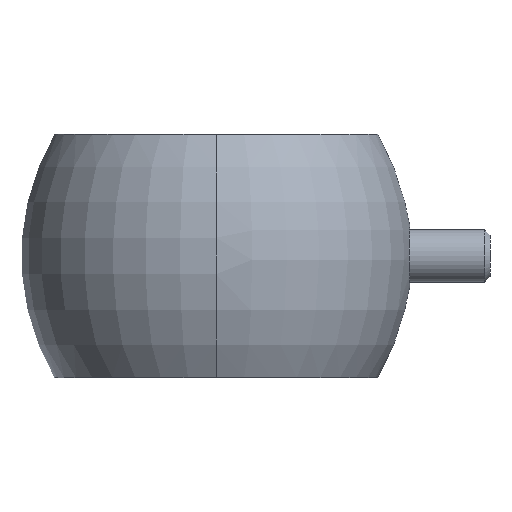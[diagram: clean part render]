
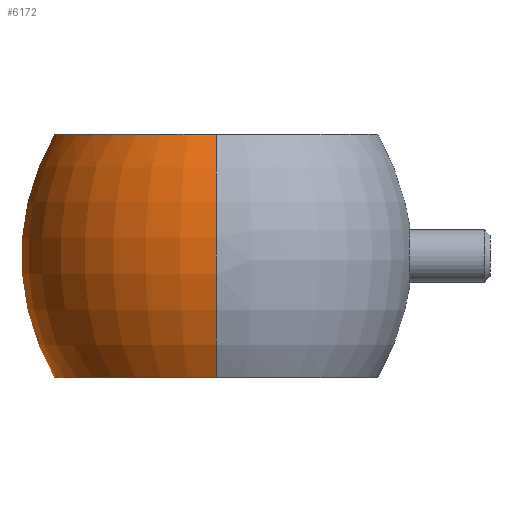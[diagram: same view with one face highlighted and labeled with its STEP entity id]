
A CAD part, left-side view. The second image highlights one B-rep face of the part: STEP entity #6172.
In plain terms, the highlighted toroidal (fillet/blend) face has major radius 4.5 mm and minor radius 27 mm.
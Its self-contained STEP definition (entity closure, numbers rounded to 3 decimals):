
#466 = DIRECTION ( 'NONE',  ( 1., 0., 0. ) ) ;
#547 = FACE_OUTER_BOUND ( 'NONE', #2202, .T. ) ;
#775 = CARTESIAN_POINT ( 'NONE',  ( 4.5, 0., 0. ) ) ;
#1751 = CARTESIAN_POINT ( 'NONE',  ( -18.587, 0., -14. ) ) ;
#2202 = EDGE_LOOP ( 'NONE', ( #2921, #21717, #7639, #19967 ) ) ;
#2730 = CIRCLE ( 'NONE', #3557, 18.587 ) ;
#2921 = ORIENTED_EDGE ( 'NONE', *, *, #18686, .T. ) ;
#3417 = CARTESIAN_POINT ( 'NONE',  ( 0., 0., 0. ) ) ;
#3557 = AXIS2_PLACEMENT_3D ( 'NONE', #19390, #17604, #466 ) ;
#3735 = DIRECTION ( 'NONE',  ( 1., 0., 0. ) ) ;
#3933 = CARTESIAN_POINT ( 'NONE',  ( -4.5, 0., 0. ) ) ;
#3969 = CIRCLE ( 'NONE', #5939, 18.587 ) ;
#5016 = VERTEX_POINT ( 'NONE', #20831 ) ;
#5113 = AXIS2_PLACEMENT_3D ( 'NONE', #775, #17551, #7298 ) ;
#5577 = DIRECTION ( 'NONE',  ( 0., 0., 1. ) ) ;
#5610 = CIRCLE ( 'NONE', #12709, 27. ) ;
#5939 = AXIS2_PLACEMENT_3D ( 'NONE', #7211, #5577, #3735 ) ;
#6172 = ADVANCED_FACE ( 'NONE', ( #547 ), #18139, .T. ) ;
#7075 = EDGE_CURVE ( 'NONE', #5016, #12567, #3969, .T. ) ;
#7211 = CARTESIAN_POINT ( 'NONE',  ( 0., 0., 14. ) ) ;
#7298 = DIRECTION ( 'NONE',  ( -1., 0., 0. ) ) ;
#7639 = ORIENTED_EDGE ( 'NONE', *, *, #7075, .F. ) ;
#7692 = EDGE_CURVE ( 'NONE', #20243, #12567, #18660, .T. ) ;
#8792 = VERTEX_POINT ( 'NONE', #17237 ) ;
#12567 = VERTEX_POINT ( 'NONE', #15716 ) ;
#12601 = EDGE_CURVE ( 'NONE', #8792, #5016, #5610, .T. ) ;
#12709 = AXIS2_PLACEMENT_3D ( 'NONE', #3933, #17317, #13879 ) ;
#13879 = DIRECTION ( 'NONE',  ( 0., 0., -1. ) ) ;
#15551 = DIRECTION ( 'NONE',  ( 0., 0., 1. ) ) ;
#15716 = CARTESIAN_POINT ( 'NONE',  ( -18.587, 0., 14. ) ) ;
#17067 = DIRECTION ( 'NONE',  ( 1., 0., 0. ) ) ;
#17237 = CARTESIAN_POINT ( 'NONE',  ( 18.587, 0., -14. ) ) ;
#17317 = DIRECTION ( 'NONE',  ( 0., -1., 0. ) ) ;
#17551 = DIRECTION ( 'NONE',  ( 0., 1., 0. ) ) ;
#17604 = DIRECTION ( 'NONE',  ( 0., 0., 1. ) ) ;
#18139 = TOROIDAL_SURFACE ( 'NONE', #18227, -4.5, 27. ) ;
#18227 = AXIS2_PLACEMENT_3D ( 'NONE', #3417, #15551, #17067 ) ;
#18660 = CIRCLE ( 'NONE', #5113, 27. ) ;
#18686 = EDGE_CURVE ( 'NONE', #8792, #20243, #2730, .T. ) ;
#19390 = CARTESIAN_POINT ( 'NONE',  ( 0., 0., -14. ) ) ;
#19967 = ORIENTED_EDGE ( 'NONE', *, *, #12601, .F. ) ;
#20243 = VERTEX_POINT ( 'NONE', #1751 ) ;
#20831 = CARTESIAN_POINT ( 'NONE',  ( 18.587, 0., 14. ) ) ;
#21717 = ORIENTED_EDGE ( 'NONE', *, *, #7692, .T. ) ;
